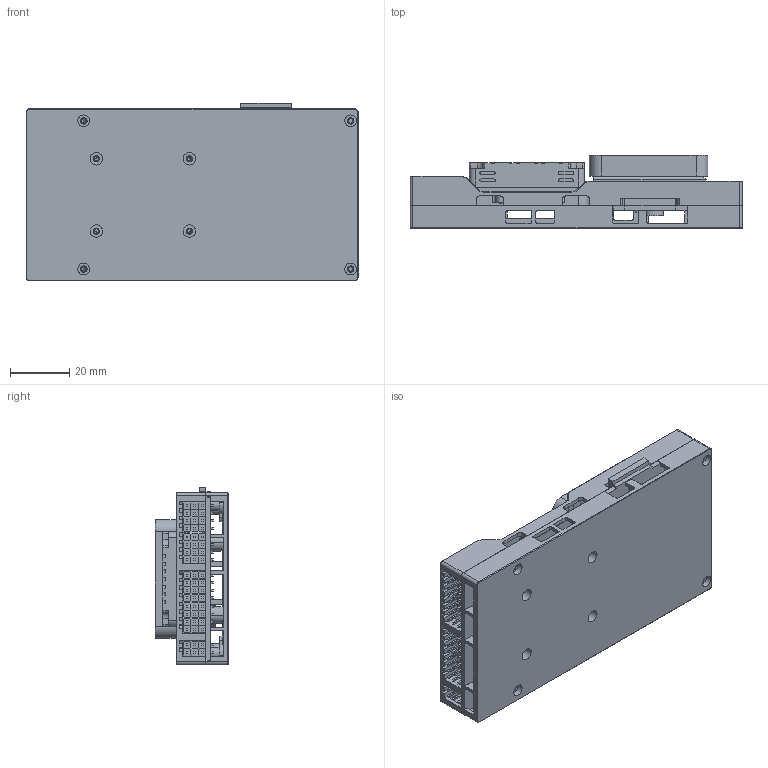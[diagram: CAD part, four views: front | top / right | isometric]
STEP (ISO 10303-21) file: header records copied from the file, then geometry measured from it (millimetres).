
FILE_DESCRIPTION((''),'2;1');
FILE_NAME('BASE-CM4-3D-JIANHUA_ASM','2023-02-09T11:18:43',('QGLing'),(''),'CREO PARAMETRIC BY PTC INC, 2016510','CREO PARAMETRIC BY PTC INC, 2016510','');
FILE_SCHEMA(('CONFIG_CONTROL_DESIGN'));
Length unit declared in the file: millimetre
Products named in the file (12): PCB-CM4-V5X-F2; ZUO-WAN-SANPAI-254-4; ZUO-WAN-SANPAI-254-2; PCBA-SHUMEIPAI-CM4; FMUV5X-DIKE-V13; FMUV5X-SHANGGAI-V14; PIXHAWK-5X-MUJU_ASM; MSK-6828; GAI-CM4-V5X-0719; KE-CM4-V5X-0719; FAN-4007; BASE-CM4-3D-JIANHUA_ASM
Assembly tree (14 placements, depth 3):
  BASE-CM4-3D-JIANHUA_ASM
    PCB-CM4-V5X-F2
    ZUO-WAN-SANPAI-254-4  x4
    ZUO-WAN-SANPAI-254-2
    PCBA-SHUMEIPAI-CM4
    PIXHAWK-5X-MUJU_ASM
      FMUV5X-DIKE-V13
      FMUV5X-SHANGGAI-V14
    MSK-6828
    GAI-CM4-V5X-0719
    KE-CM4-V5X-0719
    FAN-4007
Bounding box: 112 x 24.65 x 60 mm (x, y, z)
Volume: 47184 mm3; surface area: 74777.6 mm2
Topology: 62 solids, 62 shells, 3209 faces, 8558 edges, 5670 vertices
Faces by surface type: plane 2334, cylinder 795, cone 48, bspline 30, torus 2
Entity records: 75274 total; most frequent: CARTESIAN_POINT 13991, ORIENTED_EDGE 12796, DIRECTION 12607, EDGE_CURVE 6398, VECTOR 4733, LINE 4733, VERTEX_POINT 4230, AXIS2_PLACEMENT_3D 3937
